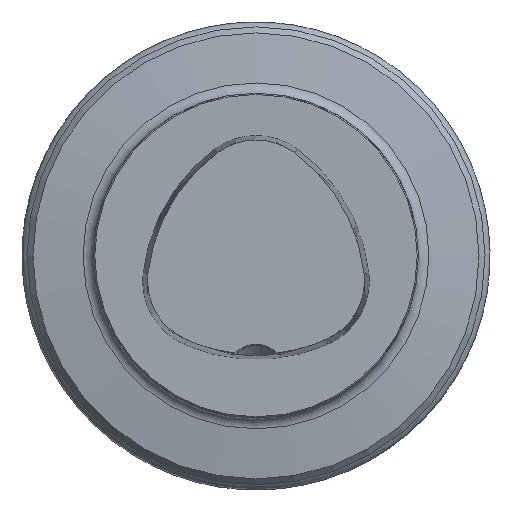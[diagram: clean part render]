
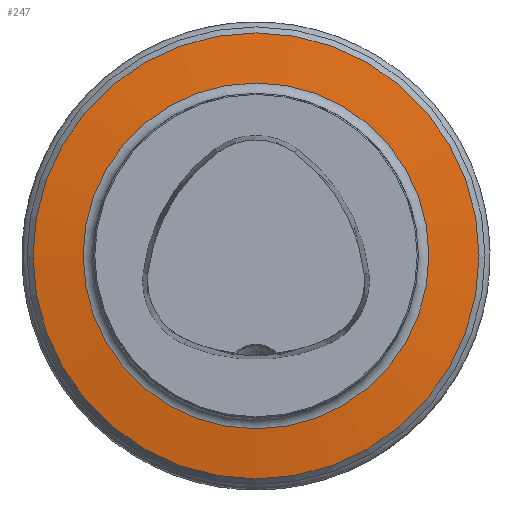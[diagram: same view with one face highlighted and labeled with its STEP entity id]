
A CAD part, top view. The second image highlights one B-rep face of the part: STEP entity #247.
In plain terms, the highlighted conical face has half-angle 82.019 degrees and reference radius 54.919 mm.
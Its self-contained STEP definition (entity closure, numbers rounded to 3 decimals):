
#153=CONICAL_SURFACE('',#992,54.919,82.019);
#247=ADVANCED_FACE('S9',(#334,#335),#153,.T.);
#334=FACE_BOUND('',#375,.T.);
#335=FACE_BOUND('',#376,.T.);
#375=EDGE_LOOP('',(#474));
#376=EDGE_LOOP('',(#475));
#474=ORIENTED_EDGE('',*,*,#729,.T.);
#475=ORIENTED_EDGE('',*,*,#730,.F.);
#660=VERTEX_POINT('',#1683);
#661=VERTEX_POINT('',#1685);
#729=EDGE_CURVE('',#660,#660,#790,.T.);
#730=EDGE_CURVE('',#661,#661,#791,.T.);
#790=CIRCLE('',#990,42.583);
#791=CIRCLE('',#991,54.919);
#990=AXIS2_PLACEMENT_3D('',#1682,#1134,#1135);
#991=AXIS2_PLACEMENT_3D('',#1684,#1136,#1137);
#992=AXIS2_PLACEMENT_3D('',#1686,#1138,#1139);
#1134=DIRECTION('',(0.,0.,-1.));
#1135=DIRECTION('',(-1.,0.,0.));
#1136=DIRECTION('',(0.,0.,-1.));
#1137=DIRECTION('',(-1.,0.,0.));
#1138=DIRECTION('',(0.,0.,-1.));
#1139=DIRECTION('',(-1.,0.,0.));
#1682=CARTESIAN_POINT('',(0.,0.,-33.362));
#1683=CARTESIAN_POINT('',(-42.583,0.,-33.362));
#1684=CARTESIAN_POINT('',(0.,0.,-35.092));
#1685=CARTESIAN_POINT('',(-54.919,0.,-35.092));
#1686=CARTESIAN_POINT('',(0.,0.,-35.092));
